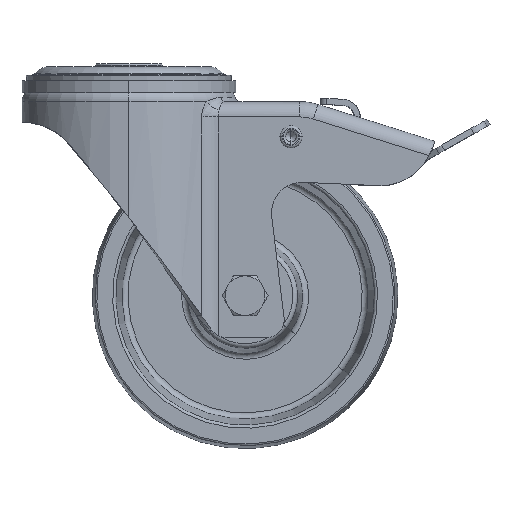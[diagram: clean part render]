
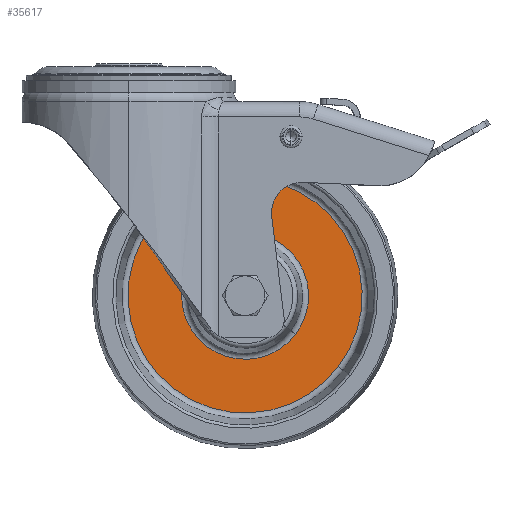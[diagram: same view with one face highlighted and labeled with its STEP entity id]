
A CAD part, top view. The second image highlights one B-rep face of the part: STEP entity #35617.
In plain terms, the highlighted planar face has unit normal (0, 0, 1).
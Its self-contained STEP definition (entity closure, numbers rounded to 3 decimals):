
#315 = CARTESIAN_POINT ( 'NONE',  ( 54.529, -88.57, 3. ) ) ;
#958 = AXIS2_PLACEMENT_3D ( 'NONE', #27397, #27124, #27908 ) ;
#1545 = EDGE_CURVE ( 'NONE', #20073, #41861, #22628, .T. ) ;
#3536 = VERTEX_POINT ( 'NONE', #39848 ) ;
#5242 = AXIS2_PLACEMENT_3D ( 'NONE', #40451, #20084, #24650 ) ;
#8059 = DIRECTION ( 'NONE',  ( 0., 0., 1. ) ) ;
#9704 = DIRECTION ( 'NONE',  ( 0., 0., -1. ) ) ;
#9966 = CARTESIAN_POINT ( 'NONE',  ( 38., -76., 3. ) ) ;
#12306 = VERTEX_POINT ( 'NONE', #315 ) ;
#15562 = PLANE ( 'NONE',  #5242 ) ;
#16167 = CARTESIAN_POINT ( 'NONE',  ( 7.493, -52.801, 3. ) ) ;
#16873 = CARTESIAN_POINT ( 'NONE',  ( 38., -76., 3. ) ) ;
#18034 = EDGE_CURVE ( 'NONE', #3536, #12306, #41938, .T. ) ;
#20073 = VERTEX_POINT ( 'NONE', #16167 ) ;
#20084 = DIRECTION ( 'NONE',  ( 0., 0., 1. ) ) ;
#21800 = DIRECTION ( 'NONE',  ( 0.796, -0.605, 0. ) ) ;
#22628 = CIRCLE ( 'NONE', #42289, 38.326 ) ;
#23513 = AXIS2_PLACEMENT_3D ( 'NONE', #16873, #8059, #32372 ) ;
#24650 = DIRECTION ( 'NONE',  ( 0.796, -0.605, 0. ) ) ;
#26018 = ORIENTED_EDGE ( 'NONE', *, *, #33302, .T. ) ;
#26077 = CIRCLE ( 'NONE', #23513, 38.326 ) ;
#27124 = DIRECTION ( 'NONE',  ( 0., 0., -1. ) ) ;
#27354 = AXIS2_PLACEMENT_3D ( 'NONE', #9966, #9704, #21800 ) ;
#27397 = CARTESIAN_POINT ( 'NONE',  ( 38., -76., 3. ) ) ;
#27908 = DIRECTION ( 'NONE',  ( 0.796, -0.605, 0. ) ) ;
#31644 = ORIENTED_EDGE ( 'NONE', *, *, #39092, .T. ) ;
#32372 = DIRECTION ( 'NONE',  ( 0.796, -0.605, 0. ) ) ;
#33302 = EDGE_CURVE ( 'NONE', #12306, #3536, #41046, .T. ) ;
#33759 = ORIENTED_EDGE ( 'NONE', *, *, #18034, .T. ) ;
#35193 = CARTESIAN_POINT ( 'NONE',  ( 38., -76., 3. ) ) ;
#35617 = ADVANCED_FACE ( 'NONE', ( #42921, #43952 ), #15562, .T. ) ;
#38725 = DIRECTION ( 'NONE',  ( 0.796, -0.605, 0. ) ) ;
#38971 = DIRECTION ( 'NONE',  ( 0., 0., 1. ) ) ;
#39092 = EDGE_CURVE ( 'NONE', #41861, #20073, #26077, .T. ) ;
#39848 = CARTESIAN_POINT ( 'NONE',  ( 21.471, -63.43, 3. ) ) ;
#39879 = ORIENTED_EDGE ( 'NONE', *, *, #1545, .T. ) ;
#40451 = CARTESIAN_POINT ( 'NONE',  ( 62.213, -44.161, 3. ) ) ;
#41046 = CIRCLE ( 'NONE', #27354, 20.766 ) ;
#41861 = VERTEX_POINT ( 'NONE', #48796 ) ;
#41938 = CIRCLE ( 'NONE', #958, 20.766 ) ;
#42289 = AXIS2_PLACEMENT_3D ( 'NONE', #35193, #38971, #38725 ) ;
#42921 = FACE_BOUND ( 'NONE', #49640, .T. ) ;
#43952 = FACE_OUTER_BOUND ( 'NONE', #52567, .T. ) ;
#48796 = CARTESIAN_POINT ( 'NONE',  ( 68.507, -99.199, 3. ) ) ;
#49640 = EDGE_LOOP ( 'NONE', ( #26018, #33759 ) ) ;
#52567 = EDGE_LOOP ( 'NONE', ( #31644, #39879 ) ) ;
